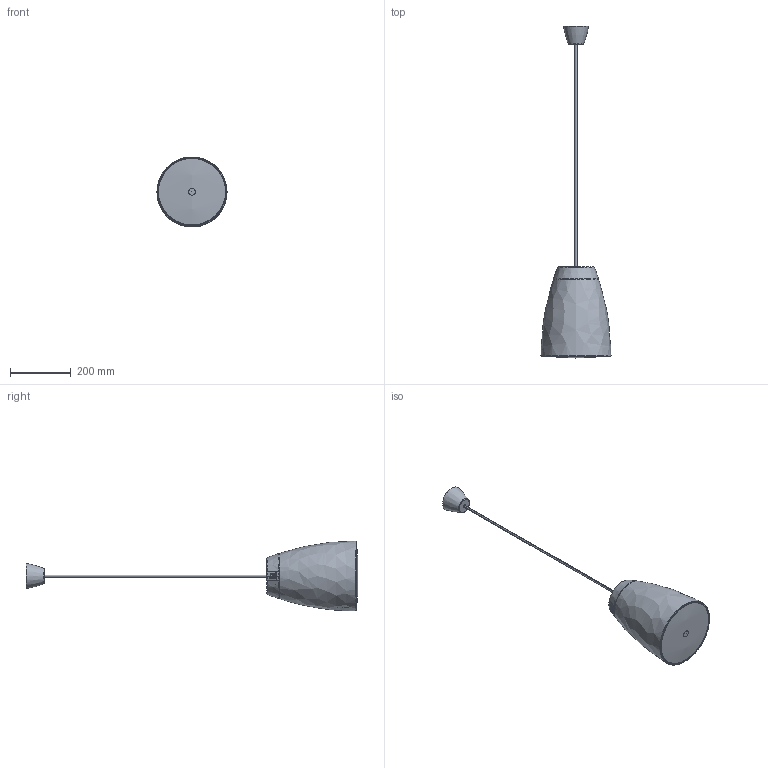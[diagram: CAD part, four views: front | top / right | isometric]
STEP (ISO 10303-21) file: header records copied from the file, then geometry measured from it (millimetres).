
FILE_DESCRIPTION(/* description */ (''),/* implementation_level */ '2;1');
FILE_NAME(/* name */ 'AUDAC - ALTI6.stp',/* time_stamp */ '2021-02-23T10:53:26+01:00',/* author */ ('kamiel'),/* organization */ (''),/* preprocessor_version */ 'ST-DEVELOPER v18.1',/* originating_system */ 'Autodesk Inventor 2021',/* authorisation */ '');
FILE_SCHEMA (('AUTOMOTIVE_DESIGN { 1 0 10303 214 3 1 1 }'));
Length unit declared in the file: millimetre
Products named in the file (1): AUDAC - ALTI6
Bounding box: 230 x 1090.27 x 229.89 mm (x, y, z)
Volume: 9094938.9 mm3; surface area: 377744.1 mm2
Topology: 5 solids, 19 shells, 605 faces, 1497 edges, 975 vertices
Faces by surface type: plane 268, cylinder 143, bspline 93, torus 53, cone 36, sphere 12
Full cylindrical faces by diameter (mm): 0.94 x1, 7 x1, 8 x1, 11 x1, 222.2 x1
Entity records: 23753 total; most frequent: CARTESIAN_POINT 9183, ORIENTED_EDGE 2948, DIRECTION 2937, EDGE_CURVE 1474, AXIS2_PLACEMENT_3D 1203, VERTEX_POINT 931, CIRCLE 663, EDGE_LOOP 639
